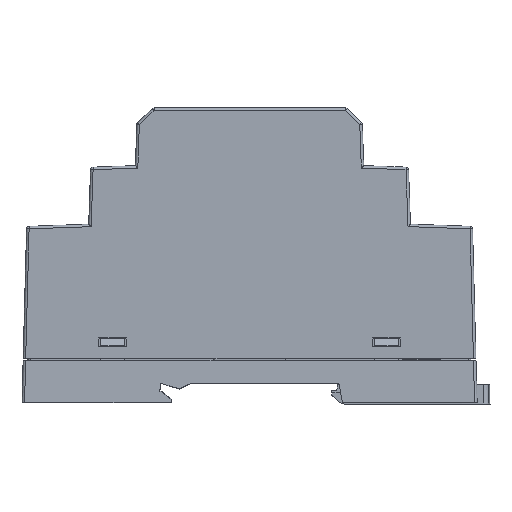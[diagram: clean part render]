
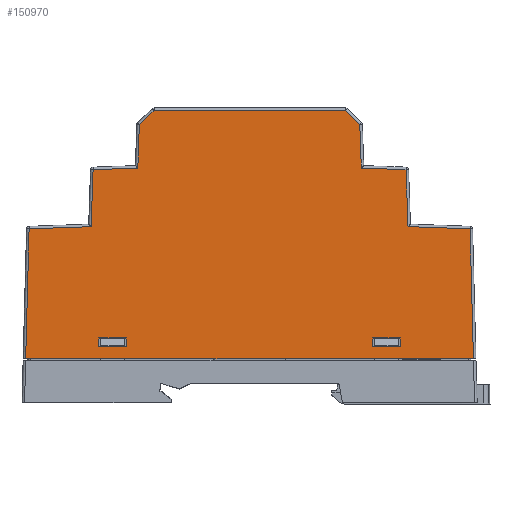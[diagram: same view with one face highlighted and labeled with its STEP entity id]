
A CAD part, left-side view. The second image highlights one B-rep face of the part: STEP entity #150970.
In plain terms, the highlighted planar face has unit normal (-1, 0, 0).
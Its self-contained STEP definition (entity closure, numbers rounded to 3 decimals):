
#148830=CARTESIAN_POINT('',(178.638,-121.199,
10.82));
#148840=VERTEX_POINT('',#148830);
#148870=CARTESIAN_POINT('',(178.638,-121.199,
10.82));
#148880=DIRECTION('',(0.,0.,1.));
#148890=VECTOR('',#148880,1.);
#148900=LINE('',#148870,#148890);
#148910=CARTESIAN_POINT('',(178.638,-121.199,
12.507));
#148920=VERTEX_POINT('',#148910);
#148930=EDGE_CURVE('',#148840,#148920,#148900,.T.);
#149190=CARTESIAN_POINT('',(178.638,0.,8.4));
#149200=DIRECTION('',(-1.,0.,0.));
#149210=DIRECTION('',(0.,0.,1.));
#149220=AXIS2_PLACEMENT_3D('',#149190,#149200,#149210);
#149230=PLANE('',#149220);
#149240=CARTESIAN_POINT('',(178.638,-65.884,
45.805));
#149250=DIRECTION('',(0.,0.035,-0.999));
#149260=VECTOR('',#149250,1.);
#149270=LINE('',#149240,#149260);
#149280=CARTESIAN_POINT('',(178.638,-65.884,
45.805));
#149290=VERTEX_POINT('',#149280);
#149300=CARTESIAN_POINT('',(178.638,-65.49,
34.526));
#149310=VERTEX_POINT('',#149300);
#149320=EDGE_CURVE('',#149290,#149310,#149270,.T.);
#149330=ORIENTED_EDGE('',*,*,#149320,.T.);
#149340=CARTESIAN_POINT('',(178.638,-74.73,
46.114));
#149350=DIRECTION('',(0.,0.999,-0.035));
#149360=VECTOR('',#149350,1.);
#149370=LINE('',#149340,#149360);
#149380=CARTESIAN_POINT('',(178.638,-74.73,
46.114));
#149390=VERTEX_POINT('',#149380);
#149400=EDGE_CURVE('',#149390,#149290,#149370,.T.);
#149410=ORIENTED_EDGE('',*,*,#149400,.T.);
#149420=CARTESIAN_POINT('',(178.638,-75.029,
54.683));
#149430=DIRECTION('',(0.,0.035,-0.999));
#149440=VECTOR('',#149430,1.);
#149450=LINE('',#149420,#149440);
#149460=CARTESIAN_POINT('',(178.638,-75.029,
54.683));
#149470=VERTEX_POINT('',#149460);
#149480=EDGE_CURVE('',#149470,#149390,#149450,.T.);
#149490=ORIENTED_EDGE('',*,*,#149480,.T.);
#149500=CARTESIAN_POINT('',(178.638,-77.946,57.5));
#149510=DIRECTION('',(0.,0.719,-0.695));
#149520=VECTOR('',#149510,1.);
#149530=LINE('',#149500,#149520);
#149540=CARTESIAN_POINT('',(178.638,-77.946,57.5));
#149550=VERTEX_POINT('',#149540);
#149560=EDGE_CURVE('',#149550,#149470,#149530,.T.);
#149570=ORIENTED_EDGE('',*,*,#149560,.T.);
#149580=CARTESIAN_POINT('',(178.638,-77.946,57.5));
#149590=DIRECTION('',(0.,-1.,0.));
#149600=VECTOR('',#149590,1.);
#149610=LINE('',#149580,#149600);
#149620=CARTESIAN_POINT('',(178.638,-115.814,
57.5));
#149630=VERTEX_POINT('',#149620);
#149640=EDGE_CURVE('',#149550,#149630,#149610,.T.);
#149650=ORIENTED_EDGE('',*,*,#149640,.F.);
#149660=CARTESIAN_POINT('',(178.638,-118.628,
54.782));
#149670=DIRECTION('',(0.,0.719,0.695));
#149680=VECTOR('',#149670,1.);
#149690=LINE('',#149660,#149680);
#149700=CARTESIAN_POINT('',(178.638,-118.628,
54.782));
#149710=VERTEX_POINT('',#149700);
#149720=EDGE_CURVE('',#149710,#149630,#149690,.T.);
#149730=ORIENTED_EDGE('',*,*,#149720,.T.);
#149740=CARTESIAN_POINT('',(178.638,-118.931,
46.114));
#149750=DIRECTION('',(0.,0.035,0.999));
#149760=VECTOR('',#149750,1.);
#149770=LINE('',#149740,#149760);
#149780=CARTESIAN_POINT('',(178.638,-118.931,
46.114));
#149790=VERTEX_POINT('',#149780);
#149800=EDGE_CURVE('',#149790,#149710,#149770,.T.);
#149810=ORIENTED_EDGE('',*,*,#149800,.T.);
#149820=CARTESIAN_POINT('',(178.638,-127.776,
45.805));
#149830=DIRECTION('',(0.,0.999,0.035));
#149840=VECTOR('',#149830,1.);
#149850=LINE('',#149820,#149840);
#149860=CARTESIAN_POINT('',(178.638,-127.776,
45.805));
#149870=VERTEX_POINT('',#149860);
#149880=EDGE_CURVE('',#149870,#149790,#149850,.T.);
#149890=ORIENTED_EDGE('',*,*,#149880,.T.);
#149900=CARTESIAN_POINT('',(178.638,-128.17,
34.531));
#149910=DIRECTION('',(0.,0.035,0.999));
#149920=VECTOR('',#149910,1.);
#149930=LINE('',#149900,#149920);
#149940=CARTESIAN_POINT('',(178.638,-128.17,
34.531));
#149950=VERTEX_POINT('',#149940);
#149960=EDGE_CURVE('',#149950,#149870,#149930,.T.);
#149970=ORIENTED_EDGE('',*,*,#149960,.T.);
#149980=CARTESIAN_POINT('',(178.638,-140.437,
34.103));
#149990=DIRECTION('',(0.,0.999,0.035));
#150000=VECTOR('',#149990,1.);
#150010=LINE('',#149980,#150000);
#150020=CARTESIAN_POINT('',(178.638,-140.437,
34.103));
#150030=VERTEX_POINT('',#150020);
#150040=EDGE_CURVE('',#150030,#149950,#150010,.T.);
#150050=ORIENTED_EDGE('',*,*,#150040,.T.);
#150060=CARTESIAN_POINT('',(178.638,-141.11,8.4));
#150070=DIRECTION('',(0.,0.026,1.));
#150080=VECTOR('',#150070,1.);
#150090=LINE('',#150060,#150080);
#150100=CARTESIAN_POINT('',(178.638,-141.11,8.4));
#150110=VERTEX_POINT('',#150100);
#150120=EDGE_CURVE('',#150110,#150030,#150090,.T.);
#150130=ORIENTED_EDGE('',*,*,#150120,.T.);
#150140=CARTESIAN_POINT('',(178.638,-141.11,8.4));
#150150=DIRECTION('',(0.,1.,0.));
#150160=VECTOR('',#150150,1.);
#150170=LINE('',#150140,#150160);
#150180=CARTESIAN_POINT('',(178.638,-52.55,8.4));
#150190=VERTEX_POINT('',#150180);
#150200=EDGE_CURVE('',#150110,#150190,#150170,.T.);
#150210=ORIENTED_EDGE('',*,*,#150200,.F.);
#150220=CARTESIAN_POINT('',(178.638,-53.223,
34.098));
#150230=DIRECTION('',(0.,0.026,-1.));
#150240=VECTOR('',#150230,1.);
#150250=LINE('',#150220,#150240);
#150260=CARTESIAN_POINT('',(178.638,-53.223,
34.098));
#150270=VERTEX_POINT('',#150260);
#150280=EDGE_CURVE('',#150270,#150190,#150250,.T.);
#150290=ORIENTED_EDGE('',*,*,#150280,.T.);
#150300=CARTESIAN_POINT('',(178.638,-65.49,
34.526));
#150310=DIRECTION('',(0.,0.999,-0.035));
#150320=VECTOR('',#150310,1.);
#150330=LINE('',#150300,#150320);
#150340=EDGE_CURVE('',#149310,#150270,#150330,.T.);
#150350=ORIENTED_EDGE('',*,*,#150340,.T.);
#150360=EDGE_LOOP('',(#150350,#150290,#150210,#150130,#150050,#149970,
#149890,#149810,#149730,#149650,#149570,#149490,#149410,#149330));
#150370=FACE_OUTER_BOUND('',#150360,.T.);
#150380=CARTESIAN_POINT('',(178.638,-121.199,
12.507));
#150390=DIRECTION('',(0.,-1.,0.));
#150400=VECTOR('',#150390,1.);
#150410=LINE('',#150380,#150400);
#150420=CARTESIAN_POINT('',(178.638,-126.622,
12.507));
#150430=VERTEX_POINT('',#150420);
#150440=EDGE_CURVE('',#148920,#150430,#150410,.T.);
#150450=ORIENTED_EDGE('',*,*,#150440,.T.);
#150460=ORIENTED_EDGE('',*,*,#148930,.T.);
#150470=CARTESIAN_POINT('',(178.638,-126.622,
10.82));
#150480=DIRECTION('',(0.,1.,0.));
#150490=VECTOR('',#150480,1.);
#150500=LINE('',#150470,#150490);
#150510=CARTESIAN_POINT('',(178.638,-126.622,
10.82));
#150520=VERTEX_POINT('',#150510);
#150530=EDGE_CURVE('',#150520,#148840,#150500,.T.);
#150540=ORIENTED_EDGE('',*,*,#150530,.T.);
#150550=CARTESIAN_POINT('',(178.638,-126.622,
12.507));
#150560=DIRECTION('',(0.,0.,-1.));
#150570=VECTOR('',#150560,1.);
#150580=LINE('',#150550,#150570);
#150590=EDGE_CURVE('',#150430,#150520,#150580,.T.);
#150600=ORIENTED_EDGE('',*,*,#150590,.T.);
#150610=EDGE_LOOP('',(#150600,#150540,#150460,#150450));
#150620=FACE_BOUND('',#150610,.T.);
#150630=CARTESIAN_POINT('',(178.638,-72.447,
10.82));
#150640=DIRECTION('',(0.,1.,0.));
#150650=VECTOR('',#150640,1.);
#150660=LINE('',#150630,#150650);
#150670=CARTESIAN_POINT('',(178.638,-72.447,
10.82));
#150680=VERTEX_POINT('',#150670);
#150690=CARTESIAN_POINT('',(178.638,-67.024,
10.82));
#150700=VERTEX_POINT('',#150690);
#150710=EDGE_CURVE('',#150680,#150700,#150660,.T.);
#150720=ORIENTED_EDGE('',*,*,#150710,.T.);
#150730=CARTESIAN_POINT('',(178.638,-72.447,
12.507));
#150740=DIRECTION('',(0.,0.,-1.));
#150750=VECTOR('',#150740,1.);
#150760=LINE('',#150730,#150750);
#150770=CARTESIAN_POINT('',(178.638,-72.447,
12.507));
#150780=VERTEX_POINT('',#150770);
#150790=EDGE_CURVE('',#150780,#150680,#150760,.T.);
#150800=ORIENTED_EDGE('',*,*,#150790,.T.);
#150810=CARTESIAN_POINT('',(178.638,-67.024,
12.507));
#150820=DIRECTION('',(0.,-1.,0.));
#150830=VECTOR('',#150820,1.);
#150840=LINE('',#150810,#150830);
#150850=CARTESIAN_POINT('',(178.638,-67.024,
12.507));
#150860=VERTEX_POINT('',#150850);
#150870=EDGE_CURVE('',#150860,#150780,#150840,.T.);
#150880=ORIENTED_EDGE('',*,*,#150870,.T.);
#150890=CARTESIAN_POINT('',(178.638,-67.024,
10.82));
#150900=DIRECTION('',(0.,0.,1.));
#150910=VECTOR('',#150900,1.);
#150920=LINE('',#150890,#150910);
#150930=EDGE_CURVE('',#150700,#150860,#150920,.T.);
#150940=ORIENTED_EDGE('',*,*,#150930,.T.);
#150950=EDGE_LOOP('',(#150940,#150880,#150800,#150720));
#150960=FACE_BOUND('',#150950,.T.);
#150970=ADVANCED_FACE('',(#150370,#150620,#150960),#149230,.T.);
